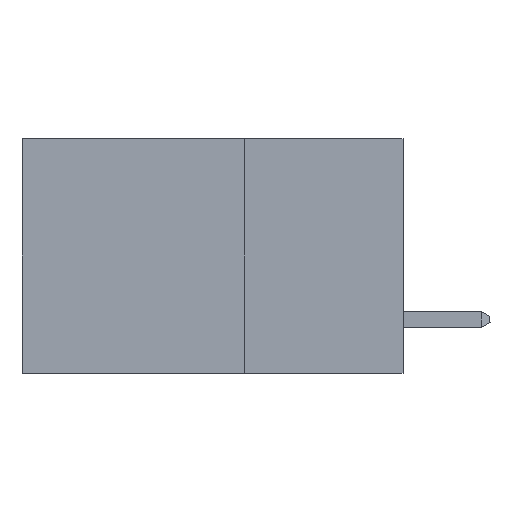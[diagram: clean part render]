
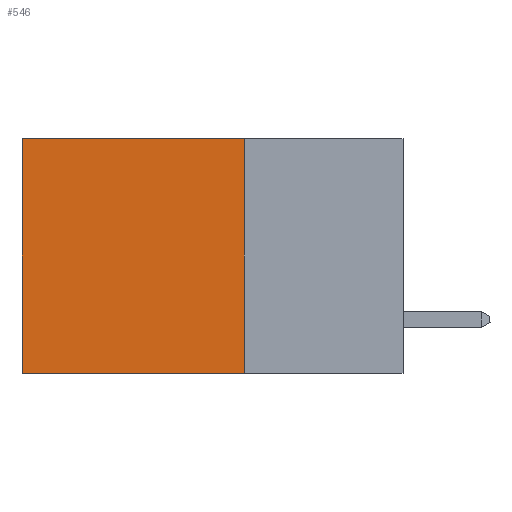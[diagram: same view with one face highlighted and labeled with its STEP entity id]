
A CAD part, left-side view. The second image highlights one B-rep face of the part: STEP entity #546.
In plain terms, the highlighted planar face has unit normal (-1, 0, 0).
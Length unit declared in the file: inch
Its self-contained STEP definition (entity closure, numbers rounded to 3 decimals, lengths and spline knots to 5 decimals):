
#324 = DIRECTION ( 'NONE',  ( 0., 0., -1. ) ) ;
#546 = ADVANCED_FACE ( 'NONE', ( #35372 ), #13040, .F. ) ;
#3611 = VERTEX_POINT ( 'NONE', #5866 ) ;
#5248 = CARTESIAN_POINT ( 'NONE',  ( 0.2875, 0.6, 0. ) ) ;
#5372 = CARTESIAN_POINT ( 'NONE',  ( 0.2875, 0.6, 0. ) ) ;
#5866 = CARTESIAN_POINT ( 'NONE',  ( 0.2875, 0.6, -0.37 ) ) ;
#6552 = CARTESIAN_POINT ( 'NONE',  ( 0.2875, 0.25, 0. ) ) ;
#6583 = DIRECTION ( 'NONE',  ( 0., 1., 0. ) ) ;
#8372 = EDGE_CURVE ( 'NONE', #17021, #3611, #25201, .T. ) ;
#9445 = VECTOR ( 'NONE', #6583, 39.37008 ) ;
#13040 = PLANE ( 'NONE',  #23267 ) ;
#14263 = VERTEX_POINT ( 'NONE', #5372 ) ;
#17021 = VERTEX_POINT ( 'NONE', #22641 ) ;
#17592 = CARTESIAN_POINT ( 'NONE',  ( 0.2875, 0.25, 0. ) ) ;
#17722 = LINE ( 'NONE', #6552, #20712 ) ;
#18119 = DIRECTION ( 'NONE',  ( 0., 0., -1. ) ) ;
#19553 = VERTEX_POINT ( 'NONE', #35460 ) ;
#19555 = DIRECTION ( 'NONE',  ( 0., 0., -1. ) ) ;
#20230 = EDGE_CURVE ( 'NONE', #19553, #14263, #32925, .T. ) ;
#20712 = VECTOR ( 'NONE', #324, 39.37008 ) ;
#21516 = ORIENTED_EDGE ( 'NONE', *, *, #30112, .T. ) ;
#22278 = VECTOR ( 'NONE', #37239, 39.37008 ) ;
#22412 = ORIENTED_EDGE ( 'NONE', *, *, #20230, .T. ) ;
#22641 = CARTESIAN_POINT ( 'NONE',  ( 0.2875, 0.25, -0.37 ) ) ;
#23267 = AXIS2_PLACEMENT_3D ( 'NONE', #35675, #38945, #19555 ) ;
#24584 = ORIENTED_EDGE ( 'NONE', *, *, #8372, .F. ) ;
#25201 = LINE ( 'NONE', #30997, #9445 ) ;
#25532 = ORIENTED_EDGE ( 'NONE', *, *, #29856, .F. ) ;
#28302 = EDGE_LOOP ( 'NONE', ( #21516, #24584, #25532, #22412 ) ) ;
#29856 = EDGE_CURVE ( 'NONE', #19553, #17021, #17722, .T. ) ;
#30112 = EDGE_CURVE ( 'NONE', #14263, #3611, #32343, .T. ) ;
#30997 = CARTESIAN_POINT ( 'NONE',  ( 0.2875, 0.25, -0.37 ) ) ;
#32343 = LINE ( 'NONE', #5248, #33841 ) ;
#32925 = LINE ( 'NONE', #17592, #22278 ) ;
#33841 = VECTOR ( 'NONE', #18119, 39.37008 ) ;
#35372 = FACE_OUTER_BOUND ( 'NONE', #28302, .T. ) ;
#35460 = CARTESIAN_POINT ( 'NONE',  ( 0.2875, 0.25, 0. ) ) ;
#35675 = CARTESIAN_POINT ( 'NONE',  ( 0.2875, 0.25, 0. ) ) ;
#37239 = DIRECTION ( 'NONE',  ( 0., 1., 0. ) ) ;
#38945 = DIRECTION ( 'NONE',  ( 1., 0., 0. ) ) ;
